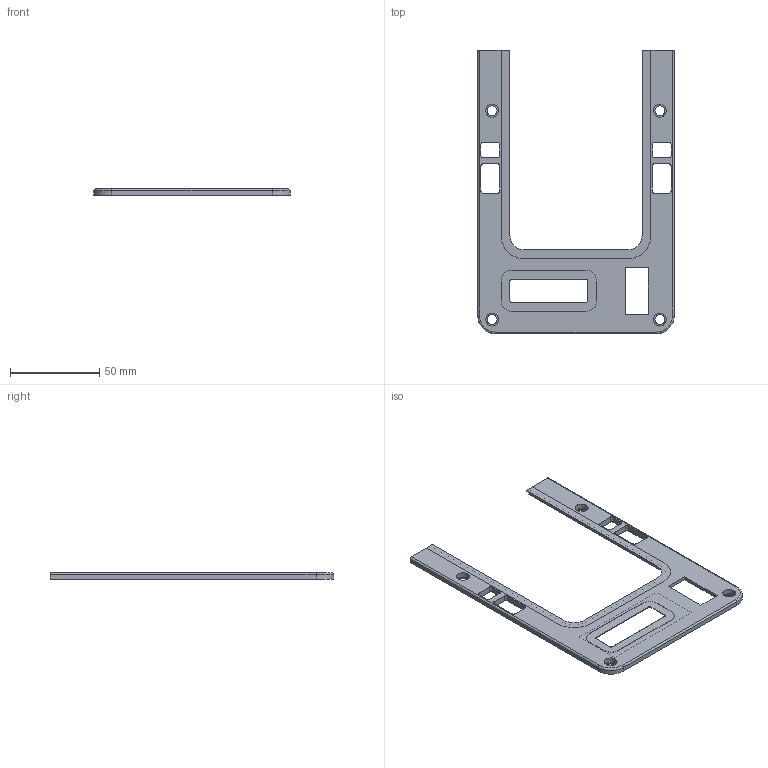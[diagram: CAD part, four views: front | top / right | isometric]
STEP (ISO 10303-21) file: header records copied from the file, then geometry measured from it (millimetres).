
FILE_DESCRIPTION(/* description */ (''),/* implementation_level */ '2;1');
FILE_NAME(/* name */ 'topplate_bottom.step',/* time_stamp */ '2024-10-20T23:54:22+02:00',/* author */ (''),/* organization */ (''),/* preprocessor_version */ 'ST-DEVELOPER v20',/* originating_system */ 'Autodesk Translation Framework v13.20.0.188',/* authorisation */ '');
FILE_SCHEMA (('AUTOMOTIVE_DESIGN { 1 0 10303 214 3 1 1 }'));
Length unit declared in the file: millimetre
Products named in the file (1): portable vpin
Bounding box: 110 x 159 x 3.5 mm (x, y, z)
Volume: 20906.7 mm3; surface area: 23027.3 mm2
Topology: 3 solids, 3 shells, 132 faces, 353 edges, 234 vertices
Faces by surface type: plane 77, cylinder 53, torus 2
Full cylindrical faces by diameter (mm): 5.5 x4, 7.2 x4
Entity records: 4222 total; most frequent: DIRECTION 727, CARTESIAN_POINT 720, ORIENTED_EDGE 706, EDGE_CURVE 353, LINE 245, VECTOR 245, AXIS2_PLACEMENT_3D 241, VERTEX_POINT 234
